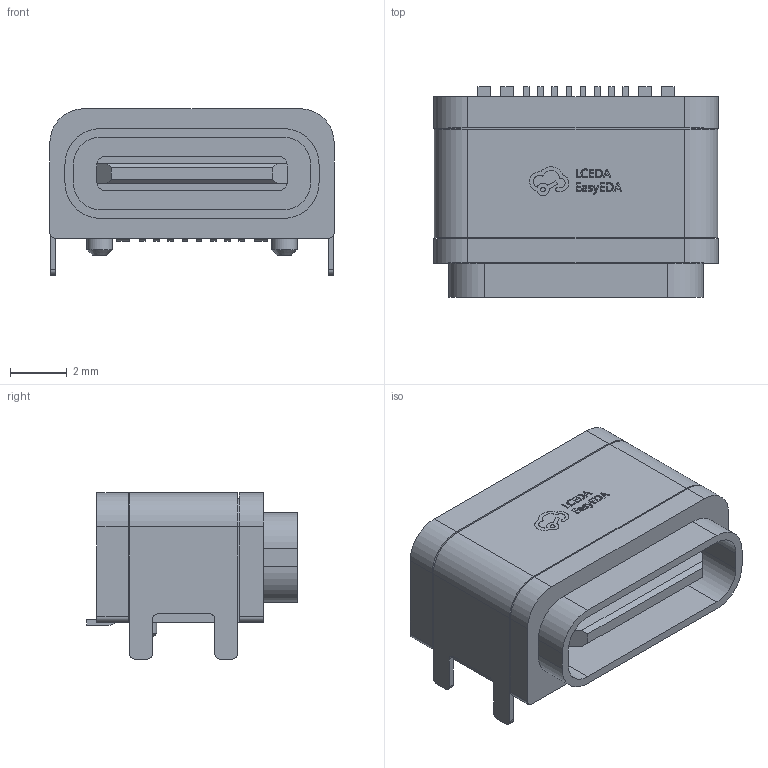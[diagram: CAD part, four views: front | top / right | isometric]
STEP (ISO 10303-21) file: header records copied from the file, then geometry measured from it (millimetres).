
FILE_DESCRIPTION(/* description */ (''),/* implementation_level */ '2;1');
FILE_NAME(/* name */ '3D_PCB1_2022-10-20.step',/* time_stamp */ '2022-10-20T06:44:08+08:00',/* author */ (''),/* organization */ (''),/* preprocessor_version */ 'ST-DEVELOPER v19',/* originating_system */ 'Autodesk Translation Framework v11.7.0.108',/* authorisation */ '');
FILE_SCHEMA (('AUTOMOTIVE_DESIGN { 1 0 10303 214 3 1 1 }'));
Length unit declared in the file: millimetre
Products named in the file (4): (Unsaved); USB1; USB-C-SMD_TYPE-C-31-E-03; COMPOUND (1)
Assembly tree (3 placements, depth 4):
  (Unsaved)
    USB1
      USB-C-SMD_TYPE-C-31-E-03
        COMPOUND (1)
Bounding box: 10 x 7.41 x 5.86 mm (x, y, z)
Volume: 222 mm3; surface area: 778.2 mm2
Topology: 16 solids, 16 shells, 470 faces, 1279 edges, 852 vertices
Faces by surface type: plane 300, bspline 112, cylinder 56, cone 2
Full cylindrical faces by diameter (mm): 0.9 x2
Entity records: 16487 total; most frequent: CARTESIAN_POINT 4448, ORIENTED_EDGE 2558, DIRECTION 2071, EDGE_CURVE 1279, LINE 937, VECTOR 937, VERTEX_POINT 852, AXIS2_PLACEMENT_3D 567
